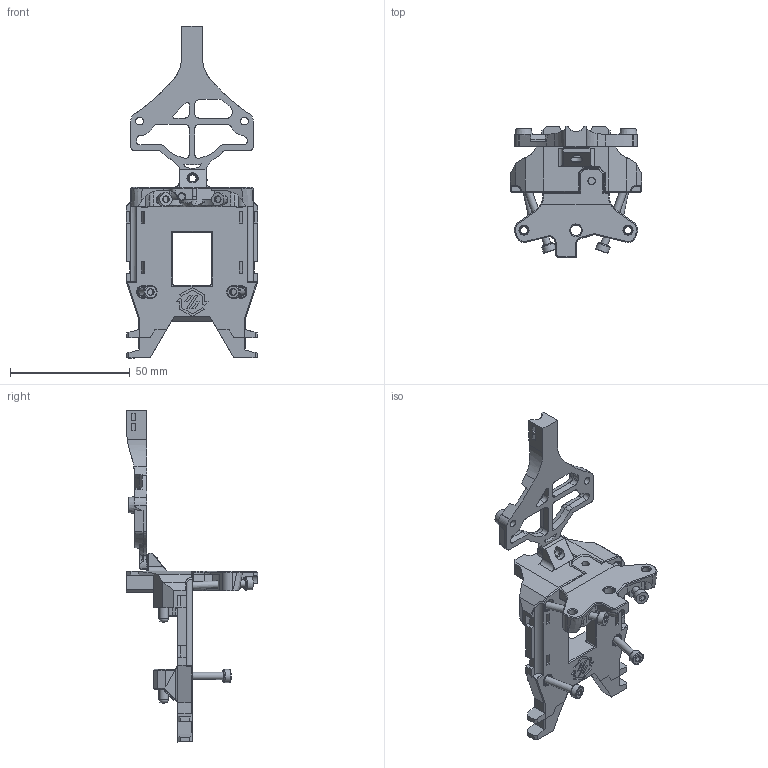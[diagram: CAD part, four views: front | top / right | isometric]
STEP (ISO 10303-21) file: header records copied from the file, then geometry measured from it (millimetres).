
FILE_DESCRIPTION(/* description */ (''),/* implementation_level */ '2;1');
FILE_NAME(/* name */ 'StealthChanger_BlackBird.step',/* time_stamp */ '2024-03-12T00:57:37Z',/* author */ (''),/* organization */ (''),/* preprocessor_version */ 'ST-DEVELOPER v20',/* originating_system */ 'Autodesk Translation Framework v12.20.1.177',/* authorisation */ '');
FILE_SCHEMA (('AUTOMOTIVE_DESIGN { 1 0 10303 214 3 1 1 }'));
Products named in the file (14): StealthChanger_Tripod; Hardware; StealthChanger Plates; [a]_flat_sherpa_mini (1); EBB mount; Hardware (4) (1); M3 5x4 Heatset Insert(Mirror) (2)(Mirror) (1); M3x16 SHCS (3); M3x30 SHCS; M3 5x4 Heatset Insert(Mirror) (2); Pins 4x12 Rounded (1); 3x6mm Magnet (1) (3) (2) (1); M3x6 FHCS (7); M3x6 FHCS (7) (1)
Assembly tree (22 placements, depth 3):
  StealthChanger_Tripod
    Hardware
    StealthChanger Plates
    [a]_flat_sherpa_mini (1)
    EBB mount
    Hardware (4) (1)
      M3x16 SHCS (3)  x2
      M3 5x4 Heatset Insert(Mirror) (2)  x8
      M3x30 SHCS  x2
      M3 5x4 Heatset Insert(Mirror) (2)(Mirror) (1)
      Pins 4x12 Rounded (1)
      3x6mm Magnet (1) (3) (2) (1)
      M3x6 FHCS (7)
      M3x6 FHCS (7) (1)
Bounding box: 55.07 x 55.02 x 138.84 mm (x, y, z)
Volume: 60723.6 mm3; surface area: 35845.5 mm2
Topology: 23 solids, 23 shells, 2464 faces, 6627 edges, 4279 vertices
Faces by surface type: plane 916, bspline 743, cylinder 527, cone 263, sphere 8, torus 7
Full cylindrical faces by diameter (mm): 2.8 x8, 2.9 x9, 3 x6, 3.1 x1, 3.2 x2, 3.4 x3, 3.6 x2, 4 x3, 4.1 x9, 4.25 x18, 4.5 x1, 4.7 x4, 4.8 x11, 5.5 x4, 5.54 x2, 6 x1
Entity records: 58399 total; most frequent: CARTESIAN_POINT 21165, ORIENTED_EDGE 7970, DIRECTION 7202, EDGE_CURVE 3985, VERTEX_POINT 2536, LINE 2510, VECTOR 2510, AXIS2_PLACEMENT_3D 2346
